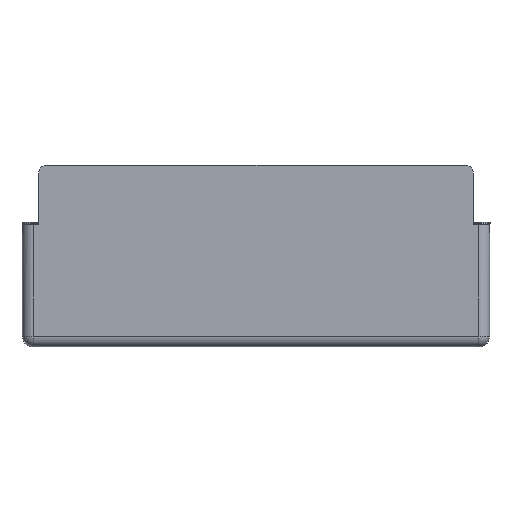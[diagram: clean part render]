
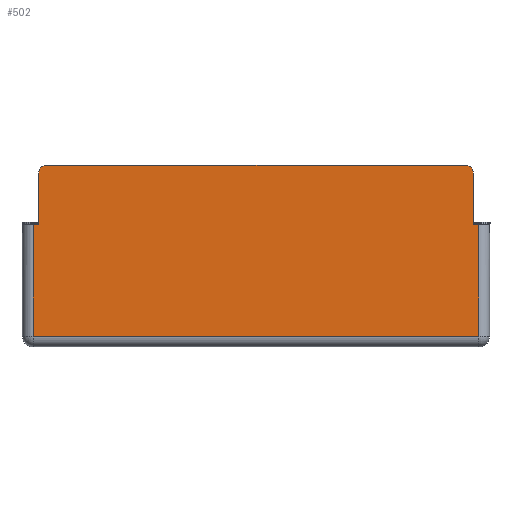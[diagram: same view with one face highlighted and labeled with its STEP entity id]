
A CAD part, left-side view. The second image highlights one B-rep face of the part: STEP entity #502.
In plain terms, the highlighted planar face has unit normal (-1, 0, 0).
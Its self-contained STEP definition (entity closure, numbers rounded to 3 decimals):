
#35 = LINE ( 'NONE', #2250, #4584 ) ;
#323 = CARTESIAN_POINT ( 'NONE',  ( -21.5, 77., 19. ) ) ;
#502 = ADVANCED_FACE ( 'NONE', ( #5092 ), #3229, .T. ) ;
#505 = EDGE_CURVE ( 'NONE', #5149, #3508, #2318, .T. ) ;
#767 = LINE ( 'NONE', #3598, #5056 ) ;
#818 = VERTEX_POINT ( 'NONE', #5244 ) ;
#859 = VERTEX_POINT ( 'NONE', #3143 ) ;
#925 = EDGE_CURVE ( 'NONE', #5659, #2816, #35, .T. ) ;
#955 = CARTESIAN_POINT ( 'NONE',  ( -21.5, 80., 0. ) ) ;
#983 = DIRECTION ( 'NONE',  ( 0., -1., 0. ) ) ;
#998 = DIRECTION ( 'NONE',  ( 0., -1., 0. ) ) ;
#1028 = VECTOR ( 'NONE', #1695, 1000. ) ;
#1177 = CARTESIAN_POINT ( 'NONE',  ( -21.5, -86., -41. ) ) ;
#1179 = VECTOR ( 'NONE', #1340, 1000. ) ;
#1209 = DIRECTION ( 'NONE',  ( -1., 0., 0. ) ) ;
#1284 = ORIENTED_EDGE ( 'NONE', *, *, #5163, .T. ) ;
#1290 = DIRECTION ( 'NONE',  ( 0., 0., -1. ) ) ;
#1294 = ORIENTED_EDGE ( 'NONE', *, *, #2532, .T. ) ;
#1324 = DIRECTION ( 'NONE',  ( 0., -1., 0. ) ) ;
#1340 = DIRECTION ( 'NONE',  ( 0., 0., -1. ) ) ;
#1353 = ORIENTED_EDGE ( 'NONE', *, *, #3264, .T. ) ;
#1574 = EDGE_CURVE ( 'NONE', #5149, #2590, #4034, .T. ) ;
#1595 = VECTOR ( 'NONE', #5030, 1000. ) ;
#1687 = ORIENTED_EDGE ( 'NONE', *, *, #4445, .T. ) ;
#1695 = DIRECTION ( 'NONE',  ( 0., -1., 0. ) ) ;
#1701 = DIRECTION ( 'NONE',  ( -1., 0., 0. ) ) ;
#1703 = VERTEX_POINT ( 'NONE', #4305 ) ;
#1775 = DIRECTION ( 'NONE',  ( 0., -1., 0. ) ) ;
#1779 = ORIENTED_EDGE ( 'NONE', *, *, #3484, .F. ) ;
#1797 = CARTESIAN_POINT ( 'NONE',  ( -21.5, 82., -41. ) ) ;
#1826 = AXIS2_PLACEMENT_3D ( 'NONE', #323, #1209, #1324 ) ;
#1850 = DIRECTION ( 'NONE',  ( 0., 0., -1. ) ) ;
#1869 = DIRECTION ( 'NONE',  ( -1., 0., 0. ) ) ;
#1976 = EDGE_CURVE ( 'NONE', #2590, #818, #3252, .T. ) ;
#2250 = CARTESIAN_POINT ( 'NONE',  ( -21.5, -80., 22. ) ) ;
#2318 = LINE ( 'NONE', #2362, #5728 ) ;
#2324 = VERTEX_POINT ( 'NONE', #4174 ) ;
#2362 = CARTESIAN_POINT ( 'NONE',  ( -21.5, 86., 0. ) ) ;
#2374 = CARTESIAN_POINT ( 'NONE',  ( -21.5, -82., -45. ) ) ;
#2468 = ORIENTED_EDGE ( 'NONE', *, *, #1976, .T. ) ;
#2532 = EDGE_CURVE ( 'NONE', #1703, #3508, #4484, .T. ) ;
#2590 = VERTEX_POINT ( 'NONE', #1797 ) ;
#2719 = ORIENTED_EDGE ( 'NONE', *, *, #5533, .F. ) ;
#2816 = VERTEX_POINT ( 'NONE', #5513 ) ;
#2924 = CARTESIAN_POINT ( 'NONE',  ( -21.5, -82., 0. ) ) ;
#2936 = AXIS2_PLACEMENT_3D ( 'NONE', #4562, #1869, #983 ) ;
#3132 = ORIENTED_EDGE ( 'NONE', *, *, #505, .F. ) ;
#3143 = CARTESIAN_POINT ( 'NONE',  ( -21.5, -77., 22. ) ) ;
#3229 = PLANE ( 'NONE',  #2936 ) ;
#3252 = LINE ( 'NONE', #1177, #5496 ) ;
#3264 = EDGE_CURVE ( 'NONE', #5659, #859, #3660, .T. ) ;
#3267 = CIRCLE ( 'NONE', #1826, 3. ) ;
#3459 = LINE ( 'NONE', #2374, #1595 ) ;
#3484 = EDGE_CURVE ( 'NONE', #2816, #4541, #767, .T. ) ;
#3508 = VERTEX_POINT ( 'NONE', #955 ) ;
#3598 = CARTESIAN_POINT ( 'NONE',  ( -21.5, 86., 0. ) ) ;
#3660 = CIRCLE ( 'NONE', #4462, 3. ) ;
#3666 = VECTOR ( 'NONE', #1290, 1000. ) ;
#3691 = CARTESIAN_POINT ( 'NONE',  ( -21.5, -80., 19. ) ) ;
#4034 = LINE ( 'NONE', #5226, #3666 ) ;
#4057 = DIRECTION ( 'NONE',  ( 0., -1., 0. ) ) ;
#4174 = CARTESIAN_POINT ( 'NONE',  ( -21.5, 77., 22. ) ) ;
#4279 = DIRECTION ( 'NONE',  ( 0., -1., 0. ) ) ;
#4305 = CARTESIAN_POINT ( 'NONE',  ( -21.5, 80., 19. ) ) ;
#4326 = CARTESIAN_POINT ( 'NONE',  ( -21.5, -80., 22. ) ) ;
#4387 = CARTESIAN_POINT ( 'NONE',  ( -21.5, -77., 19. ) ) ;
#4445 = EDGE_CURVE ( 'NONE', #2324, #1703, #3267, .T. ) ;
#4462 = AXIS2_PLACEMENT_3D ( 'NONE', #4387, #1701, #1775 ) ;
#4484 = LINE ( 'NONE', #4769, #1179 ) ;
#4541 = VERTEX_POINT ( 'NONE', #2924 ) ;
#4555 = LINE ( 'NONE', #4326, #1028 ) ;
#4562 = CARTESIAN_POINT ( 'NONE',  ( -21.5, 86., -45. ) ) ;
#4584 = VECTOR ( 'NONE', #1850, 1000. ) ;
#4650 = CARTESIAN_POINT ( 'NONE',  ( -21.5, 82., 0. ) ) ;
#4769 = CARTESIAN_POINT ( 'NONE',  ( -21.5, 80., 22. ) ) ;
#4820 = ORIENTED_EDGE ( 'NONE', *, *, #925, .F. ) ;
#4982 = EDGE_LOOP ( 'NONE', ( #4820, #1353, #2719, #1687, #1294, #3132, #5716, #2468, #1284, #1779 ) ) ;
#5030 = DIRECTION ( 'NONE',  ( 0., 0., 1. ) ) ;
#5056 = VECTOR ( 'NONE', #998, 1000. ) ;
#5092 = FACE_OUTER_BOUND ( 'NONE', #4982, .T. ) ;
#5149 = VERTEX_POINT ( 'NONE', #4650 ) ;
#5163 = EDGE_CURVE ( 'NONE', #818, #4541, #3459, .T. ) ;
#5226 = CARTESIAN_POINT ( 'NONE',  ( -21.5, 82., -45. ) ) ;
#5244 = CARTESIAN_POINT ( 'NONE',  ( -21.5, -82., -41. ) ) ;
#5496 = VECTOR ( 'NONE', #4279, 1000. ) ;
#5513 = CARTESIAN_POINT ( 'NONE',  ( -21.5, -80., 0. ) ) ;
#5533 = EDGE_CURVE ( 'NONE', #2324, #859, #4555, .T. ) ;
#5659 = VERTEX_POINT ( 'NONE', #3691 ) ;
#5716 = ORIENTED_EDGE ( 'NONE', *, *, #1574, .T. ) ;
#5728 = VECTOR ( 'NONE', #4057, 1000. ) ;
